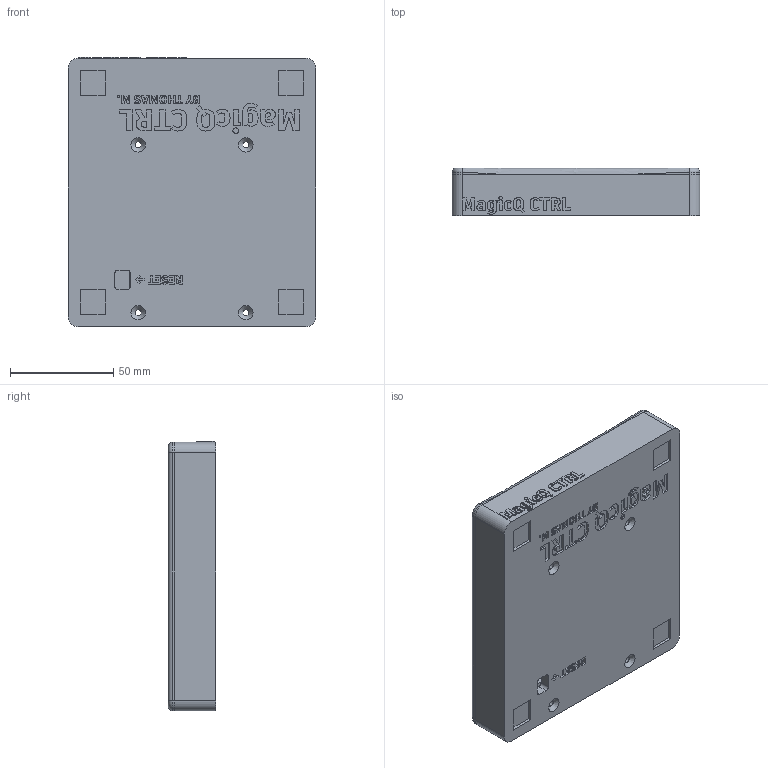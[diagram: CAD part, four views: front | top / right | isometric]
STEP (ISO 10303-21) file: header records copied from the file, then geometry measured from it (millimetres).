
FILE_DESCRIPTION(/* description */ (''),/* implementation_level */ '2;1');
FILE_NAME(/* name */ 'MagicQCtrlPad v22_box.step',/* time_stamp */ '2023-07-03T17:40:14+02:00',/* author */ (''),/* organization */ (''),/* preprocessor_version */ 'ST-DEVELOPER v19.2',/* originating_system */ 'Autodesk Translation Framework v12.6.0.85',/* authorisation */ '');
FILE_SCHEMA (('AUTOMOTIVE_DESIGN { 1 0 10303 214 3 1 1 }'));
Length unit declared in the file: millimetre
Products named in the file (2): MagicQCtrlPad; MagicCtrlPadEnclosure
Assembly tree (1 placements, depth 2):
  MagicQCtrlPad
    MagicCtrlPadEnclosure
Bounding box: 120 x 23 x 130.5 mm (x, y, z)
Volume: 131166.1 mm3; surface area: 76094.5 mm2
Topology: 2 solids, 2 shells, 832 faces, 2278 edges, 1506 vertices
Faces by surface type: plane 440, bspline 303, cylinder 65, cone 12, torus 12
Full cylindrical faces by diameter (mm): 2.529 x8, 3 x4, 7 x8
Entity records: 29200 total; most frequent: CARTESIAN_POINT 9884, ORIENTED_EDGE 4548, DIRECTION 2883, EDGE_CURVE 2274, LINE 1515, VECTOR 1515, VERTEX_POINT 1506, EDGE_LOOP 930
